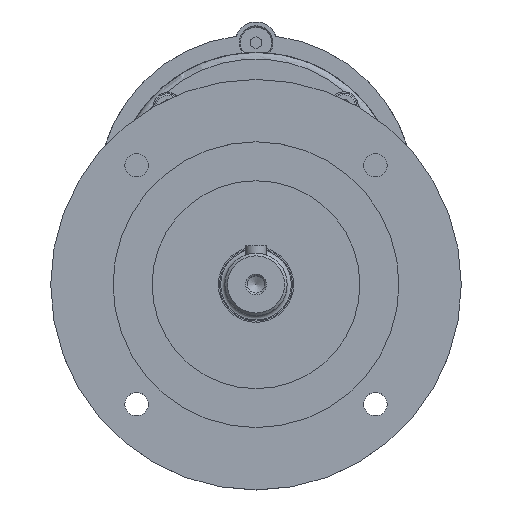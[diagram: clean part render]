
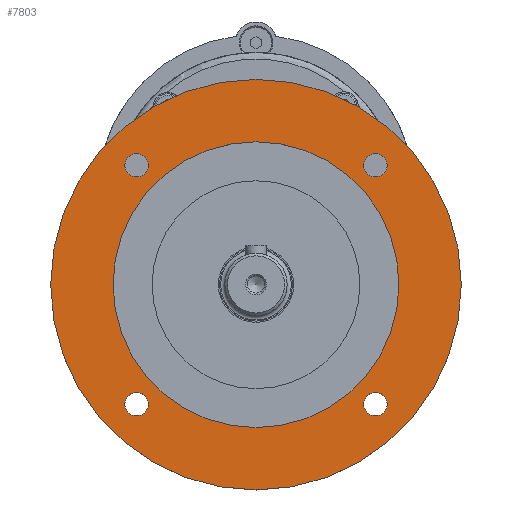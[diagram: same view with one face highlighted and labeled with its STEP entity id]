
A CAD part, top view. The second image highlights one B-rep face of the part: STEP entity #7803.
In plain terms, the highlighted planar face has unit normal (0, 0, 1).
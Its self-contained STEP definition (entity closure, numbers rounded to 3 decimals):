
#1380=FACE_BOUND('',#1981,.T.);
#1381=FACE_BOUND('',#1982,.T.);
#1382=FACE_BOUND('',#1983,.T.);
#1383=FACE_BOUND('',#1984,.T.);
#1384=FACE_BOUND('',#1985,.T.);
#1489=FACE_OUTER_BOUND('',#1980,.T.);
#1980=EDGE_LOOP('',(#5056));
#1981=EDGE_LOOP('',(#5057));
#1982=EDGE_LOOP('',(#5058));
#1983=EDGE_LOOP('',(#5059));
#1984=EDGE_LOOP('',(#5060));
#1985=EDGE_LOOP('',(#5061));
#2502=CIRCLE('',#8361,4.5);
#2504=CIRCLE('',#8364,4.5);
#2506=CIRCLE('',#8367,4.5);
#2508=CIRCLE('',#8370,4.5);
#2525=CIRCLE('',#8398,55.);
#2526=CIRCLE('',#8400,79.);
#3056=VERTEX_POINT('',#11977);
#3058=VERTEX_POINT('',#11983);
#3060=VERTEX_POINT('',#11989);
#3062=VERTEX_POINT('',#11995);
#3079=VERTEX_POINT('',#12115);
#3080=VERTEX_POINT('',#12119);
#3800=EDGE_CURVE('',#3056,#3056,#2502,.T.);
#3803=EDGE_CURVE('',#3058,#3058,#2504,.T.);
#3806=EDGE_CURVE('',#3060,#3060,#2506,.T.);
#3809=EDGE_CURVE('',#3062,#3062,#2508,.T.);
#3833=EDGE_CURVE('',#3079,#3079,#2525,.T.);
#3834=EDGE_CURVE('',#3080,#3080,#2526,.T.);
#5056=ORIENTED_EDGE('',*,*,#3834,.T.);
#5057=ORIENTED_EDGE('',*,*,#3800,.T.);
#5058=ORIENTED_EDGE('',*,*,#3803,.T.);
#5059=ORIENTED_EDGE('',*,*,#3806,.T.);
#5060=ORIENTED_EDGE('',*,*,#3809,.T.);
#5061=ORIENTED_EDGE('',*,*,#3833,.F.);
#7121=PLANE('',#8399);
#7803=ADVANCED_FACE('',(#1489,#1380,#1381,#1382,#1383,#1384),#7121,.F.);
#8361=AXIS2_PLACEMENT_3D('',#11979,#9497,#9498);
#8364=AXIS2_PLACEMENT_3D('',#11985,#9504,#9505);
#8367=AXIS2_PLACEMENT_3D('',#11991,#9511,#9512);
#8370=AXIS2_PLACEMENT_3D('',#11997,#9518,#9519);
#8398=AXIS2_PLACEMENT_3D('',#12117,#9580,#9581);
#8399=AXIS2_PLACEMENT_3D('',#12118,#9582,#9583);
#8400=AXIS2_PLACEMENT_3D('',#12120,#9584,#9585);
#9497=DIRECTION('center_axis',(0.,0.,
-1.));
#9498=DIRECTION('ref_axis',(-1.,0.,0.));
#9504=DIRECTION('center_axis',(0.,0.,
-1.));
#9505=DIRECTION('ref_axis',(-1.,0.,0.));
#9511=DIRECTION('center_axis',(0.,0.,
-1.));
#9512=DIRECTION('ref_axis',(-1.,0.,0.));
#9518=DIRECTION('center_axis',(0.,0.,
-1.));
#9519=DIRECTION('ref_axis',(-1.,0.,0.));
#9580=DIRECTION('center_axis',(0.,0.,
1.));
#9581=DIRECTION('ref_axis',(0.,1.,0.));
#9582=DIRECTION('center_axis',(0.,0.,
-1.));
#9583=DIRECTION('ref_axis',(-1.,0.,0.));
#9584=DIRECTION('center_axis',(0.,0.,
1.));
#9585=DIRECTION('ref_axis',(0.,1.,0.));
#11977=CARTESIAN_POINT('',(50.462,-81.212,85.));
#11979=CARTESIAN_POINT('Origin',(45.962,-81.212,85.));
#11983=CARTESIAN_POINT('',(-41.462,-81.212,85.));
#11985=CARTESIAN_POINT('Origin',(-45.962,-81.212,85.));
#11989=CARTESIAN_POINT('',(-41.462,10.712,85.));
#11991=CARTESIAN_POINT('Origin',(-45.962,10.712,85.));
#11995=CARTESIAN_POINT('',(50.462,10.712,85.));
#11997=CARTESIAN_POINT('Origin',(45.962,10.712,85.));
#12115=CARTESIAN_POINT('',(0.,-90.25,85.));
#12117=CARTESIAN_POINT('Origin',(0.,-35.25,
85.));
#12118=CARTESIAN_POINT('Origin',(0.,31.75,
85.));
#12119=CARTESIAN_POINT('',(0.,-114.25,85.));
#12120=CARTESIAN_POINT('Origin',(0.,-35.25,
85.));
